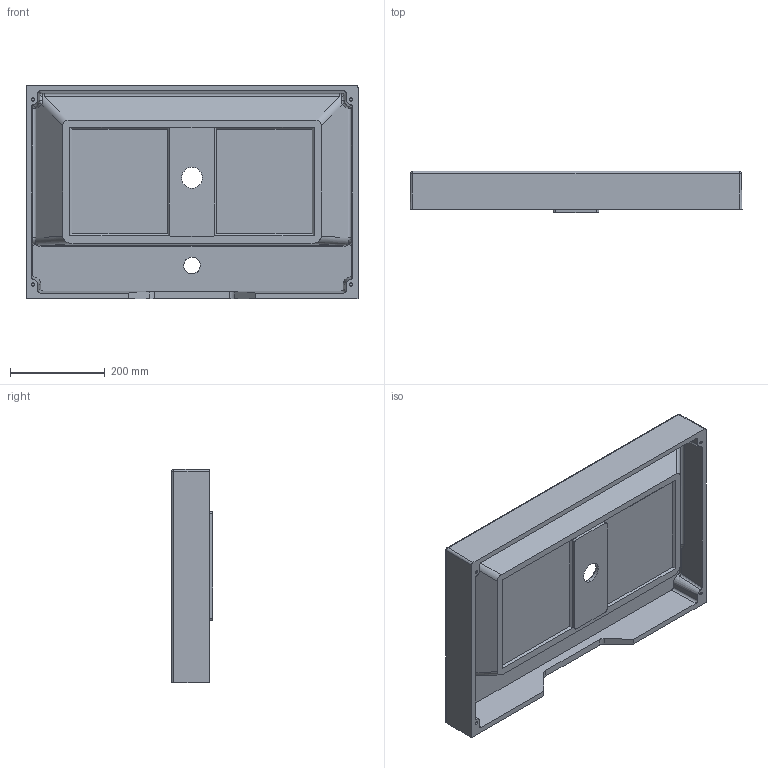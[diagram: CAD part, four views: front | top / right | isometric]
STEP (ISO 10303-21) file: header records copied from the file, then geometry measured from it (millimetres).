
FILE_DESCRIPTION (( 'STEP AP203' ), '1' );
FILE_NAME ('6229370711.step', '2020-12-18T12:36:16', ( 'admin' ), ( '' ), 'SwSTEP 2.0', 'SolidWorks 2019', '' );
FILE_SCHEMA (( 'CONFIG_CONTROL_DESIGN' ));
Length unit declared in the file: millimetre
Products named in the file (1): 6229370711
Bounding box: 700 x 86.7 x 450 mm (x, y, z)
Volume: 6569600.1 mm3; surface area: 1044259 mm2
Topology: 1 solids, 1 shells, 141 faces, 360 edges, 220 vertices
Faces by surface type: plane 50, cylinder 43, bspline 30, sphere 10, cone 8
Entity records: 5303 total; most frequent: CARTESIAN_POINT 2220, ORIENTED_EDGE 696, DIRECTION 550, EDGE_CURVE 348, VERTEX_POINT 214, AXIS2_PLACEMENT_3D 196, LINE 158, VECTOR 158
